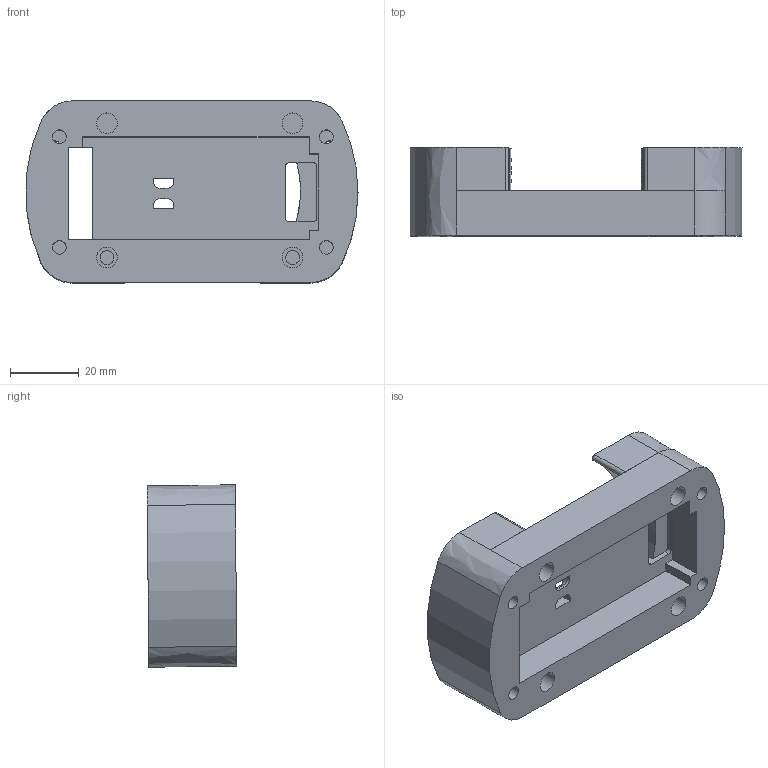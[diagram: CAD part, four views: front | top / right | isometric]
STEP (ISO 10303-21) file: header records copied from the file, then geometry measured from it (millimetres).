
FILE_DESCRIPTION(/* description */ (''),/* implementation_level */ '2;1');
FILE_NAME(/* name */ 'Joint_4_base.step',/* time_stamp */ '2025-04-05T19:04:02-04:00',/* author */ (''),/* organization */ (''),/* preprocessor_version */ 'ST-DEVELOPER v20.1',/* originating_system */ 'Autodesk Translation Framework v14.4.0.0',/* authorisation */ '');
FILE_SCHEMA (('AUTOMOTIVE_DESIGN { 1 0 10303 214 3 1 1 }'));
Length unit declared in the file: millimetre
Products named in the file (3): armatron_7; Elbow Joint; Wire Box (1)
Assembly tree (2 placements, depth 3):
  armatron_7
    Elbow Joint
      Wire Box (1)
Bounding box: 96.53 x 26.02 x 52.99 mm (x, y, z)
Volume: 59441.7 mm3; surface area: 20858.4 mm2
Topology: 1 solids, 1 shells, 102 faces, 264 edges, 171 vertices
Faces by surface type: plane 56, cylinder 35, bspline 7, torus 4
Full cylindrical faces by diameter (mm): 3.2 x4, 4 x4, 6 x4
Entity records: 3426 total; most frequent: CARTESIAN_POINT 805, ORIENTED_EDGE 528, DIRECTION 528, EDGE_CURVE 264, AXIS2_PLACEMENT_3D 188, VERTEX_POINT 171, LINE 152, VECTOR 152
